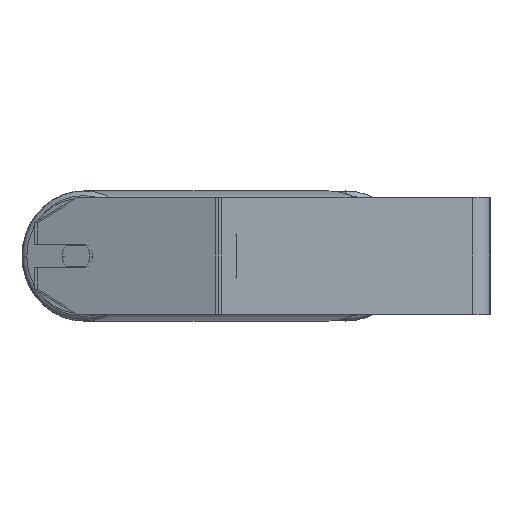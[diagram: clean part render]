
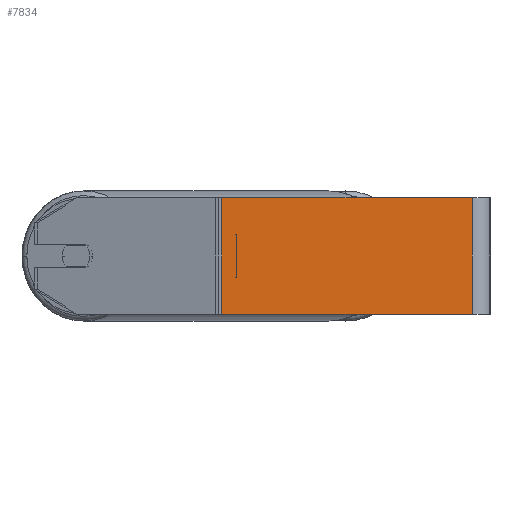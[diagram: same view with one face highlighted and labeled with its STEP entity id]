
A CAD part, left-side view. The second image highlights one B-rep face of the part: STEP entity #7834.
In plain terms, the highlighted planar face has unit normal (-1, 0, 0).
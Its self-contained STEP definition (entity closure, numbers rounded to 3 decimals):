
#18 = DIRECTION ( 'NONE',  ( 0., 0., -1. ) ) ;
#121 = VECTOR ( 'NONE', #18, 1000. ) ;
#424 = EDGE_CURVE ( 'NONE', #5991, #2845, #2569, .T. ) ;
#878 = CARTESIAN_POINT ( 'NONE',  ( -800., 12., 40. ) ) ;
#906 = PLANE ( 'NONE',  #1275 ) ;
#914 = CARTESIAN_POINT ( 'NONE',  ( -800., 12., -40. ) ) ;
#1275 = AXIS2_PLACEMENT_3D ( 'NONE', #6930, #3557, #6259 ) ;
#1415 = DIRECTION ( 'NONE',  ( 0., 0., -1. ) ) ;
#1756 = CARTESIAN_POINT ( 'NONE',  ( -800., 185.768, -40. ) ) ;
#1968 = LINE ( 'NONE', #8079, #121 ) ;
#2383 = DIRECTION ( 'NONE',  ( 0., -1., 0. ) ) ;
#2569 = LINE ( 'NONE', #4584, #2972 ) ;
#2817 = ORIENTED_EDGE ( 'NONE', *, *, #4038, .F. ) ;
#2845 = VERTEX_POINT ( 'NONE', #878 ) ;
#2972 = VECTOR ( 'NONE', #5156, 1000. ) ;
#3140 = VERTEX_POINT ( 'NONE', #5949 ) ;
#3557 = DIRECTION ( 'NONE',  ( 1., 0., 0. ) ) ;
#4038 = EDGE_CURVE ( 'NONE', #2845, #6236, #7430, .T. ) ;
#4212 = FACE_OUTER_BOUND ( 'NONE', #6754, .T. ) ;
#4310 = VECTOR ( 'NONE', #1415, 1000. ) ;
#4584 = CARTESIAN_POINT ( 'NONE',  ( -800., 185.768, 40. ) ) ;
#4679 = CARTESIAN_POINT ( 'NONE',  ( -800., 183.652, 40. ) ) ;
#5156 = DIRECTION ( 'NONE',  ( 0., -1., 0. ) ) ;
#5628 = VECTOR ( 'NONE', #2383, 1000. ) ;
#5949 = CARTESIAN_POINT ( 'NONE',  ( -800., 183.652, -40. ) ) ;
#5991 = VERTEX_POINT ( 'NONE', #4679 ) ;
#6096 = CARTESIAN_POINT ( 'NONE',  ( -800., 12., 40. ) ) ;
#6236 = VERTEX_POINT ( 'NONE', #914 ) ;
#6259 = DIRECTION ( 'NONE',  ( 0., 0., -1. ) ) ;
#6467 = EDGE_CURVE ( 'NONE', #5991, #3140, #1968, .T. ) ;
#6537 = LINE ( 'NONE', #1756, #5628 ) ;
#6754 = EDGE_LOOP ( 'NONE', ( #7079, #2817, #7387, #7842 ) ) ;
#6930 = CARTESIAN_POINT ( 'NONE',  ( -800., 185.768, 40. ) ) ;
#7079 = ORIENTED_EDGE ( 'NONE', *, *, #7116, .T. ) ;
#7116 = EDGE_CURVE ( 'NONE', #3140, #6236, #6537, .T. ) ;
#7387 = ORIENTED_EDGE ( 'NONE', *, *, #424, .F. ) ;
#7430 = LINE ( 'NONE', #6096, #4310 ) ;
#7834 = ADVANCED_FACE ( 'NONE', ( #4212 ), #906, .F. ) ;
#7842 = ORIENTED_EDGE ( 'NONE', *, *, #6467, .T. ) ;
#8079 = CARTESIAN_POINT ( 'NONE',  ( -800., 183.652, 40. ) ) ;
